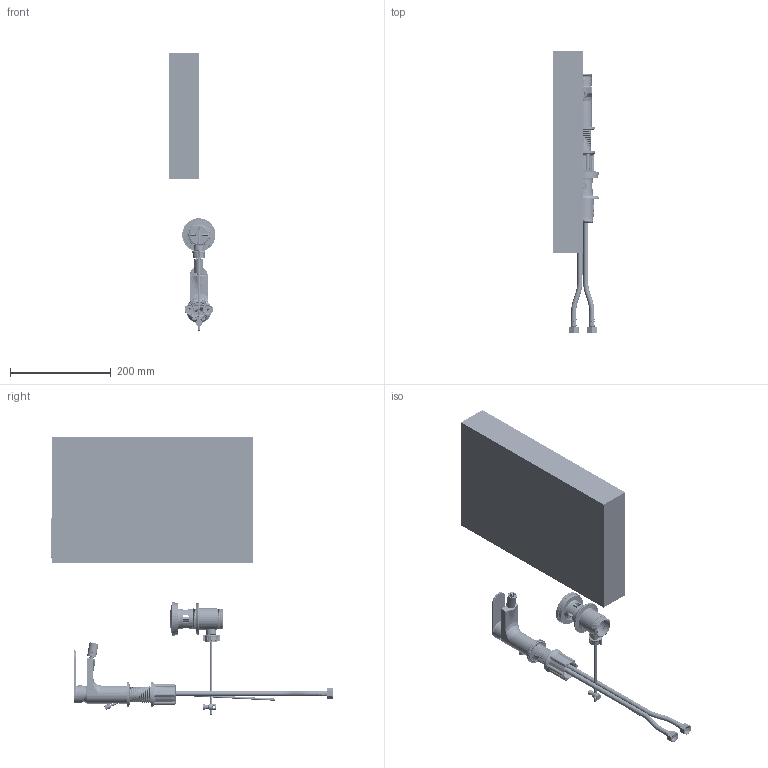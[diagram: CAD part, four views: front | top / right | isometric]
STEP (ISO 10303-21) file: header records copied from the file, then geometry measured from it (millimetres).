
FILE_DESCRIPTION((''),'2;1');
FILE_NAME('AUNO300_001','2023-04-19T12:05:14',('michelaferrini'),(''),'CREO PARAMETRIC BY PTC INC, 2022164','CREO PARAMETRIC BY PTC INC, 2022164','');
FILE_SCHEMA(('CONFIG_CONTROL_DESIGN'));
Products named in the file (67): AUNO300C002; SFDMAC0001; SVGMAC0008; SORMAC0019; SCRPKC0348; SCRPKC0343; SCRPKC0338; SCRPKC0344; SCRPKC0339; SCRPKC0340; SCRPKC0341; SCRPKC0345; SCRPKC0346; SCRPKC0347; SCRPKA0052; SCRMAA0016; SGRMAC0009; SCCMAC0013; AUNO005C001; SVGMAC0006; SPLMAC0001; SBTMAC0002; SFSPKC0024; SFSPKC0064; SFSPKC0071; SFSPKC0076; SFSPKC0095; SORPKC0018; SGUPKC0007; SFSPKA0025; SFSMAA0001; SGAMAC0001; SCDMAC0006; SSNMAC0002; SSNMAC0003; SGUMAC0014; SARMAC0010; SGUMAC0013; SSNMAA0001; SSOMAC0002 ...
Assembly tree (68 placements, depth 5):
  AUNO300_001
    AUNO300C002
    SFDMAC0001
    SVGMAC0008
    SORMAC0019
    SCRMAA0016
      SCRPKA0052
        SCRPKC0348
        SCRPKC0343
        SCRPKC0338
        SCRPKC0344
        SCRPKC0339
        SCRPKC0340
        SCRPKC0341
        SCRPKC0345
        SCRPKC0346
        SCRPKC0347
    SGRMAC0009
    SCCMAC0013
    AUNO005C001
    SVGMAC0006
    SPLMAC0001
    SBTMAC0002
    SFSMAA0001  x2
      SFSPKA0025
        SFSPKC0024
        SFSPKC0064
        SFSPKC0071  x2
        SFSPKC0076
        SFSPKC0095
        SORPKC0018
        SGUPKC0007
    SGAMAC0001
    SCDMAC0006
    SSNMAA0001
      SSNMAC0002
      SSNMAC0003
      SGUMAC0014
      SARMAC0010
      SGUMAC0013
    SSOMAC0002
    SETMAC0005
    SSAMAC0002
    SASMAC0001
    SISMAC0001
    SPCMAC0001
    SORMAC0014
    SSCMAA0001
      SSCFSA0097
        SCOFSC0049
        SPTFSC0008
        SGUFSC0001
        SGUFSC0002
        SSCFSC0046
        SASFSA0001
          SSCFSC0058
          SSCFSC0040
        SSCFSC0047
        STPFSA0002
          STPFSC0022
Bounding box: 93 x 558 x 549.68 mm (x, y, z)
Volume: 1138314.3 mm3; surface area: 1124680.6 mm2
Topology: 65 solids, 89 shells, 5727 faces, 15065 edges, 9610 vertices
Faces by surface type: plane 2416, cylinder 1641, bspline 529, torus 520, cone 420, extrusion 150, sphere 51
Entity records: 259276 total; most frequent: CARTESIAN_POINT 132812, ORIENTED_EDGE 27745, DIRECTION 23903, EDGE_CURVE 13916, VERTEX_POINT 8940, AXIS2_PLACEMENT_3D 8597, VECTOR 6709, LINE 6559
